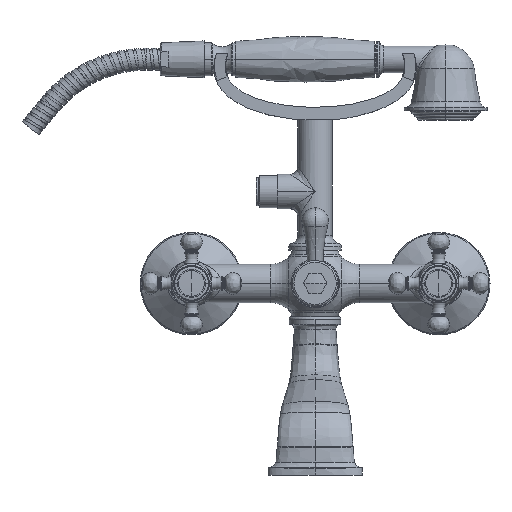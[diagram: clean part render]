
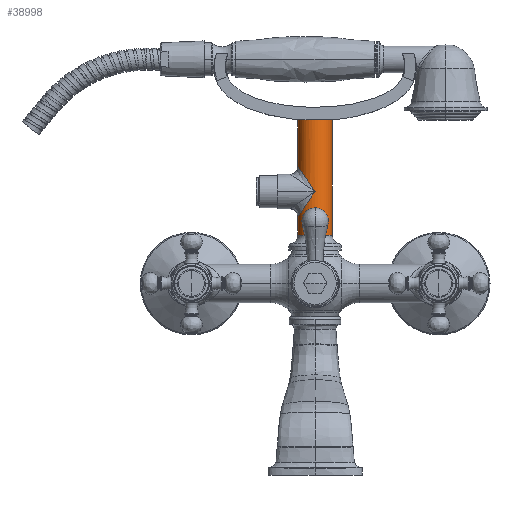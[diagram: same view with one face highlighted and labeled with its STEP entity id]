
A CAD part, top view. The second image highlights one B-rep face of the part: STEP entity #38998.
In plain terms, the highlighted cylindrical face has radius 11 mm (diameter 22 mm), a partial arc.
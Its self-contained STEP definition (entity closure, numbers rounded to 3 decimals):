
#11518=CARTESIAN_POINT('',(-11.,42.75,
0.));
#11519=CARTESIAN_POINT('',(-11.,42.75,
0.154));
#11520=CARTESIAN_POINT('',(-10.993,42.76,
0.466));
#11521=CARTESIAN_POINT('',(-10.963,42.803,
0.938));
#11522=CARTESIAN_POINT('',(-10.912,42.878,
1.418));
#11523=CARTESIAN_POINT('',(-10.838,42.986,
1.904));
#11524=CARTESIAN_POINT('',(-10.74,43.129,
2.397));
#11525=CARTESIAN_POINT('',(-10.616,43.308,
2.897));
#11526=CARTESIAN_POINT('',(-10.466,43.527,
3.401));
#11527=CARTESIAN_POINT('',(-10.286,43.789,
3.913));
#11528=CARTESIAN_POINT('',(-10.073,44.098,
4.432));
#11529=CARTESIAN_POINT('',(-9.824,44.46,
4.96));
#11530=CARTESIAN_POINT('',(-9.536,44.879,
5.495));
#11531=CARTESIAN_POINT('',(-9.205,45.362,
6.035));
#11532=CARTESIAN_POINT('',(-8.826,45.912,
6.577));
#11533=CARTESIAN_POINT('',(-8.396,46.538,
7.119));
#11534=CARTESIAN_POINT('',(-7.911,47.243,
7.655));
#11535=CARTESIAN_POINT('',(-7.367,48.034,
8.181));
#11536=CARTESIAN_POINT('',(-6.762,48.914,
8.688));
#11537=CARTESIAN_POINT('',(-6.095,49.884,
9.17));
#11538=CARTESIAN_POINT('',(-5.367,50.944,
9.615));
#11539=CARTESIAN_POINT('',(-4.579,52.09,
10.015));
#11540=CARTESIAN_POINT('',(-3.736,53.316,
10.36));
#11541=CARTESIAN_POINT('',(-2.846,54.611,
10.639));
#11542=CARTESIAN_POINT('',(-1.92,55.958,
10.845));
#11543=CARTESIAN_POINT('',(-0.967,57.343,
10.972));
#11544=CARTESIAN_POINT('',(-0.324,58.279,
11.));
#11545=CARTESIAN_POINT('',(0.,58.75,
11.));
#11547=CARTESIAN_POINT('',(0.,58.75,
11.));
#11548=CARTESIAN_POINT('',(-0.324,59.221,
11.));
#11549=CARTESIAN_POINT('',(-0.967,60.157,
10.972));
#11550=CARTESIAN_POINT('',(-1.92,61.542,
10.845));
#11551=CARTESIAN_POINT('',(-2.846,62.89,
10.639));
#11552=CARTESIAN_POINT('',(-3.736,64.185,
10.36));
#11553=CARTESIAN_POINT('',(-4.579,65.41,
10.015));
#11554=CARTESIAN_POINT('',(-5.367,66.556,
9.615));
#11555=CARTESIAN_POINT('',(-6.096,67.616,
9.169));
#11556=CARTESIAN_POINT('',(-6.762,68.586,
8.688));
#11557=CARTESIAN_POINT('',(-7.367,69.466,
8.181));
#11558=CARTESIAN_POINT('',(-7.911,70.257,
7.655));
#11559=CARTESIAN_POINT('',(-8.396,70.962,
7.118));
#11560=CARTESIAN_POINT('',(-8.826,71.588,
6.577));
#11561=CARTESIAN_POINT('',(-9.205,72.139,
6.034));
#11562=CARTESIAN_POINT('',(-9.536,72.621,
5.494));
#11563=CARTESIAN_POINT('',(-9.824,73.04,
4.96));
#11564=CARTESIAN_POINT('',(-10.073,73.402,
4.432));
#11565=CARTESIAN_POINT('',(-10.286,73.711,
3.912));
#11566=CARTESIAN_POINT('',(-10.466,73.973,
3.401));
#11567=CARTESIAN_POINT('',(-10.616,74.192,
2.896));
#11568=CARTESIAN_POINT('',(-10.74,74.371,
2.397));
#11569=CARTESIAN_POINT('',(-10.838,74.514,
1.904));
#11570=CARTESIAN_POINT('',(-10.912,74.622,
1.418));
#11571=CARTESIAN_POINT('',(-10.963,74.697,
0.938));
#11572=CARTESIAN_POINT('',(-10.993,74.74,
0.466));
#11573=CARTESIAN_POINT('',(-11.,74.75,
0.154));
#11574=CARTESIAN_POINT('',(-11.,74.75,
0.));
#11576=DIRECTION('',(0.,1.,0.));
#11577=VECTOR('',#11576,29.803);
#11578=CARTESIAN_POINT('',(-11.,74.75,
0.));
#11579=LINE('',#11578,#11577);
#11580=CARTESIAN_POINT('',(0.,104.553,0.));
#11581=DIRECTION('',(0.,-1.,0.));
#11582=DIRECTION('',(1.,0.,0.));
#11583=AXIS2_PLACEMENT_3D('',#11580,#11581,#11582);
#11585=DIRECTION('',(0.,1.,0.));
#11586=VECTOR('',#11585,73.603);
#11587=CARTESIAN_POINT('',(11.,30.95,0.));
#11588=LINE('',#11587,#11586);
#11589=CARTESIAN_POINT('',(0.,30.95,0.));
#11590=DIRECTION('',(0.,1.,0.));
#11591=DIRECTION('',(-1.,0.,0.));
#11592=AXIS2_PLACEMENT_3D('',#11589,#11590,#11591);
#11594=DIRECTION('',(0.,1.,0.));
#11595=VECTOR('',#11594,11.8);
#11596=CARTESIAN_POINT('',(-11.,30.95,0.));
#11597=LINE('',#11596,#11595);
#11781=CARTESIAN_POINT('',(-11.,74.75,
0.));
#17634=CARTESIAN_POINT('',(-11.,30.95,0.));
#17635=CARTESIAN_POINT('',(11.,30.95,0.));
#17636=VERTEX_POINT('',#17634);
#17637=VERTEX_POINT('',#17635);
#17646=CARTESIAN_POINT('',(-11.,104.553,0.));
#17647=CARTESIAN_POINT('',(11.,104.553,0.));
#17648=VERTEX_POINT('',#17646);
#17649=VERTEX_POINT('',#17647);
#17766=VERTEX_POINT('',#11518);
#17767=VERTEX_POINT('',#11545);
#17770=VERTEX_POINT('',#11781);
#38978=CARTESIAN_POINT('',(0.,109.178,0.));
#38979=DIRECTION('',(0.,-1.,0.));
#38980=DIRECTION('',(1.,0.,0.));
#38981=AXIS2_PLACEMENT_3D('',#38978,#38979,#38980);
#38982=CYLINDRICAL_SURFACE('',#38981,11.);
#38984=ORIENTED_EDGE('',*,*,#38983,.T.);
#38986=ORIENTED_EDGE('',*,*,#38985,.T.);
#38988=ORIENTED_EDGE('',*,*,#38987,.T.);
#38990=ORIENTED_EDGE('',*,*,#38989,.F.);
#38992=ORIENTED_EDGE('',*,*,#38991,.F.);
#38993=ORIENTED_EDGE('',*,*,#38926,.F.);
#38995=ORIENTED_EDGE('',*,*,#38994,.T.);
#38996=EDGE_LOOP('',(#38984,#38986,#38988,#38990,#38992,#38993,#38995));
#38997=FACE_OUTER_BOUND('',#38996,.F.);
#38998=ADVANCED_FACE('',(#38997),#38982,.T.);
#11546=B_SPLINE_CURVE_WITH_KNOTS('',3,(#11518,#11519,#11520,#11521,#11522,
#11523,#11524,#11525,#11526,#11527,#11528,#11529,#11530,#11531,#11532,#11533,
#11534,#11535,#11536,#11537,#11538,#11539,#11540,#11541,#11542,#11543,#11544,
#11545),.UNSPECIFIED.,.F.,.F.,(4,1,1,1,1,1,1,1,1,1,1,1,1,1,1,1,1,1,1,1,1,1,1,1,
1,4),(0.,0.04,0.08,0.12,0.16,0.2,0.24,0.28,0.32,0.36,0.4,
0.44,0.48,0.52,0.56,0.6,0.64,0.68,0.72,0.76,0.8,0.84,
0.88,0.92,0.96,1.),.UNSPECIFIED.);
#11575=B_SPLINE_CURVE_WITH_KNOTS('',3,(#11547,#11548,#11549,#11550,#11551,
#11552,#11553,#11554,#11555,#11556,#11557,#11558,#11559,#11560,#11561,#11562,
#11563,#11564,#11565,#11566,#11567,#11568,#11569,#11570,#11571,#11572,#11573,
#11574),.UNSPECIFIED.,.F.,.F.,(4,1,1,1,1,1,1,1,1,1,1,1,1,1,1,1,1,1,1,1,1,1,1,1,
1,4),(0.,0.04,0.08,0.12,0.16,0.2,0.24,0.28,0.32,0.36,0.4,
0.44,0.48,0.52,0.56,0.6,0.64,0.68,0.72,0.76,0.8,0.84,
0.88,0.92,0.96,1.),.UNSPECIFIED.);
#11584=CIRCLE('',#11583,11.);
#11593=CIRCLE('',#11592,11.);
#38926=EDGE_CURVE('',#17636,#17637,#11593,.T.);
#38983=EDGE_CURVE('',#17766,#17767,#11546,.T.);
#38985=EDGE_CURVE('',#17767,#17770,#11575,.T.);
#38987=EDGE_CURVE('',#17770,#17648,#11579,.T.);
#38989=EDGE_CURVE('',#17649,#17648,#11584,.T.);
#38991=EDGE_CURVE('',#17637,#17649,#11588,.T.);
#38994=EDGE_CURVE('',#17636,#17766,#11597,.T.);
